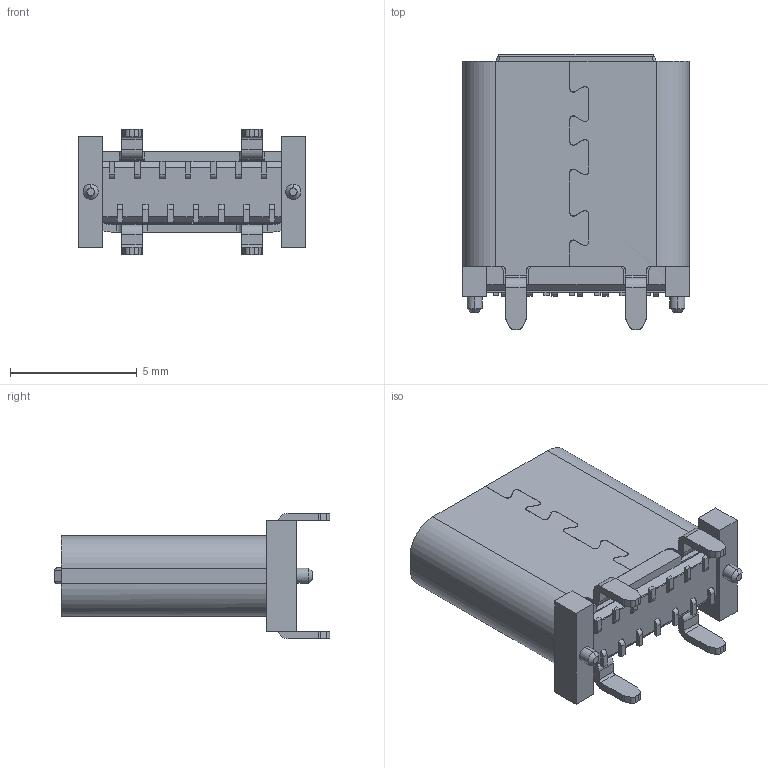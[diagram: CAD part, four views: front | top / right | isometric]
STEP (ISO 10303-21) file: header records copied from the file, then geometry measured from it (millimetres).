
FILE_DESCRIPTION (( 'STEP AP214' ), '1' );
FILE_NAME ('TYPE-C 14PIN 母座 立贴 H=9.3 一体式3D.STEP', '2021-09-08T11:58:54', ( '微软用户' ), ( '微软中国' ), 'SwSTEP 2.0', 'SolidWorks 2012', '' );
FILE_SCHEMA (( 'AUTOMOTIVE_DESIGN' ));
Length unit declared in the file: millimetre
Products named in the file (1): TYPE-C 14PIN 譫釱 蕾泂  H=9.3 珨极宒3D
Bounding box: 9 x 10.87 x 4.96 mm (x, y, z)
Volume: 185 mm3; surface area: 623.5 mm2
Topology: 1 solids, 5 shells, 522 faces, 1444 edges, 933 vertices
Faces by surface type: plane 336, cylinder 157, cone 15, bspline 8, torus 6
Entity records: 16925 total; most frequent: CARTESIAN_POINT 3561, ORIENTED_EDGE 2888, DIRECTION 2671, EDGE_CURVE 1444, VECTOR 1043, LINE 1043, VERTEX_POINT 933, AXIS2_PLACEMENT_3D 814
